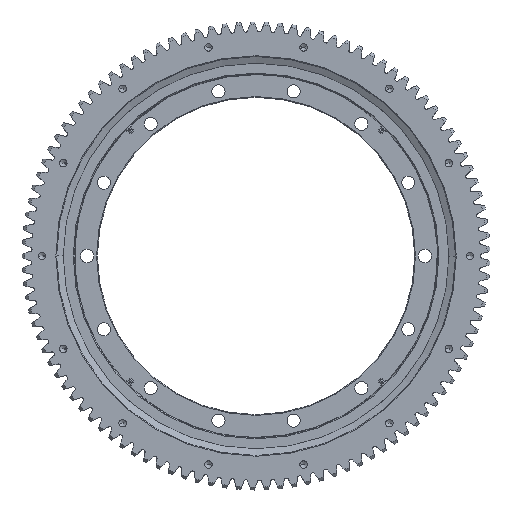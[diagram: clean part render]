
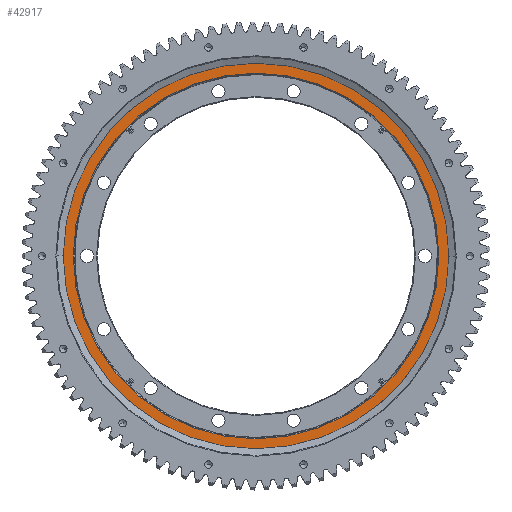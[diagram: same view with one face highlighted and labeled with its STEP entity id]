
A CAD part, front view. The second image highlights one B-rep face of the part: STEP entity #42917.
In plain terms, the highlighted planar face has unit normal (0, -1, 0).
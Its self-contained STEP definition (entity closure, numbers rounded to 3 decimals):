
#1470 = EDGE_CURVE ( 'NONE', #19084, #21456, #66270, .T. ) ;
#7337 = EDGE_CURVE ( 'NONE', #55183, #70479, #70390, .T. ) ;
#8816 = DIRECTION ( 'NONE',  ( -1., 0., 0. ) ) ;
#10454 = CIRCLE ( 'NONE', #19857, 250. ) ;
#12870 = CIRCLE ( 'NONE', #56736, 270.25 ) ;
#18702 = CARTESIAN_POINT ( 'NONE',  ( 0., -16.5, 271.25 ) ) ;
#19084 = VERTEX_POINT ( 'NONE', #28648 ) ;
#19857 = AXIS2_PLACEMENT_3D ( 'NONE', #50560, #38826, #61788 ) ;
#20908 = ORIENTED_EDGE ( 'NONE', *, *, #7337, .T. ) ;
#21456 = VERTEX_POINT ( 'NONE', #49892 ) ;
#22822 = ORIENTED_EDGE ( 'NONE', *, *, #34309, .T. ) ;
#23354 = PLANE ( 'NONE',  #36635 ) ;
#26322 = DIRECTION ( 'NONE',  ( 0., 0., -1. ) ) ;
#26564 = DIRECTION ( 'NONE',  ( 0., 1., 0. ) ) ;
#28648 = CARTESIAN_POINT ( 'NONE',  ( -270.25, -16.5, 0. ) ) ;
#34309 = EDGE_CURVE ( 'NONE', #70479, #55183, #10454, .T. ) ;
#36635 = AXIS2_PLACEMENT_3D ( 'NONE', #18702, #52888, #52660 ) ;
#38244 = CARTESIAN_POINT ( 'NONE',  ( 0., -16.5, 0. ) ) ;
#38826 = DIRECTION ( 'NONE',  ( 0., 1., 0. ) ) ;
#40552 = CARTESIAN_POINT ( 'NONE',  ( 0., -16.5, -250. ) ) ;
#42519 = CARTESIAN_POINT ( 'NONE',  ( 0., -16.5, 250. ) ) ;
#42917 = ADVANCED_FACE ( 'NONE', ( #62108, #45501 ), #23354, .T. ) ;
#45501 = FACE_OUTER_BOUND ( 'NONE', #54591, .T. ) ;
#48089 = CARTESIAN_POINT ( 'NONE',  ( 0., -16.5, 0. ) ) ;
#48159 = EDGE_LOOP ( 'NONE', ( #20908, #22822 ) ) ;
#49892 = CARTESIAN_POINT ( 'NONE',  ( 270.25, -16.5, 0. ) ) ;
#50560 = CARTESIAN_POINT ( 'NONE',  ( 0., -16.5, 0. ) ) ;
#50764 = ORIENTED_EDGE ( 'NONE', *, *, #1470, .T. ) ;
#52660 = DIRECTION ( 'NONE',  ( 0., 0., -1. ) ) ;
#52888 = DIRECTION ( 'NONE',  ( 0., -1., 0. ) ) ;
#54591 = EDGE_LOOP ( 'NONE', ( #50764, #66058 ) ) ;
#54602 = DIRECTION ( 'NONE',  ( -1., 0., 0. ) ) ;
#55183 = VERTEX_POINT ( 'NONE', #40552 ) ;
#55341 = DIRECTION ( 'NONE',  ( 0., -1., 0. ) ) ;
#56736 = AXIS2_PLACEMENT_3D ( 'NONE', #38244, #55341, #54602 ) ;
#58435 = CARTESIAN_POINT ( 'NONE',  ( 0., -16.5, 0. ) ) ;
#61788 = DIRECTION ( 'NONE',  ( 0., 0., -1. ) ) ;
#62108 = FACE_BOUND ( 'NONE', #48159, .T. ) ;
#63809 = DIRECTION ( 'NONE',  ( 0., -1., 0. ) ) ;
#66058 = ORIENTED_EDGE ( 'NONE', *, *, #67411, .T. ) ;
#66270 = CIRCLE ( 'NONE', #67097, 270.25 ) ;
#67097 = AXIS2_PLACEMENT_3D ( 'NONE', #58435, #63809, #8816 ) ;
#67411 = EDGE_CURVE ( 'NONE', #21456, #19084, #12870, .T. ) ;
#70390 = CIRCLE ( 'NONE', #71390, 250. ) ;
#70479 = VERTEX_POINT ( 'NONE', #42519 ) ;
#71390 = AXIS2_PLACEMENT_3D ( 'NONE', #48089, #26564, #26322 ) ;
